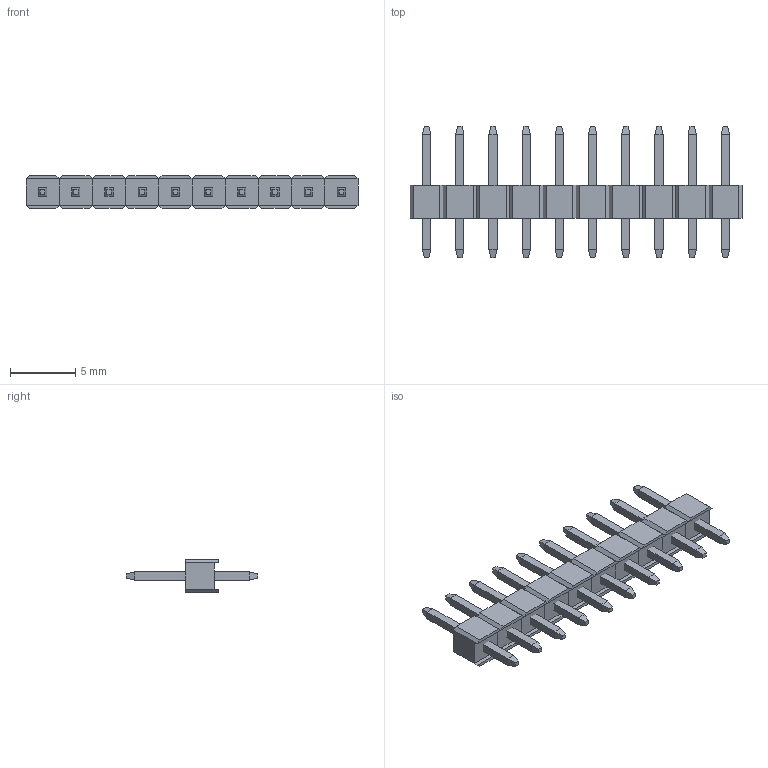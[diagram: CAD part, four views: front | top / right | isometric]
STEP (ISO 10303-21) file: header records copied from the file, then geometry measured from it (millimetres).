
FILE_DESCRIPTION (( 'STEP AP203' ), '1' );
FILE_NAME ('BG030-10-X-0450-0300-X-X_revG.STEP', '2015-02-24T13:32:48', ( '' ), ( '' ), 'SwSTEP 2.0', 'SolidWorks 2010', '' );
FILE_SCHEMA (( 'CONFIG_CONTROL_DESIGN' ));
Length unit declared in the file: millimetre
Products named in the file (4): BG030-Single-Insulator; BG030-Contact-10.04mmPost; BG030-10-X-0450-0300-X-X_revG; BG030-10way-Insulator
Assembly tree (21 placements, depth 3):
  BG030-10-X-0450-0300-X-X_revG
    BG030-10way-Insulator
      BG030-Single-Insulator  x10
    BG030-Contact-10.04mmPost  x10
Bounding box: 25.4 x 10.04 x 2.5 mm (x, y, z)
Volume: 180.9 mm3; surface area: 621.5 mm2
Topology: 20 solids, 20 shells, 280 faces, 610 edges, 370 vertices
Faces by surface type: plane 280
Entity records: 1731 total; most frequent: DIRECTION 167, CARTESIAN_POINT 151, ORIENTED_EDGE 122, LOCAL_TIME 62, COORDINATED_UNIVERSAL_TIME_OFFSET 62, DATE_AND_TIME 62, CALENDAR_DATE 62, EDGE_CURVE 61
